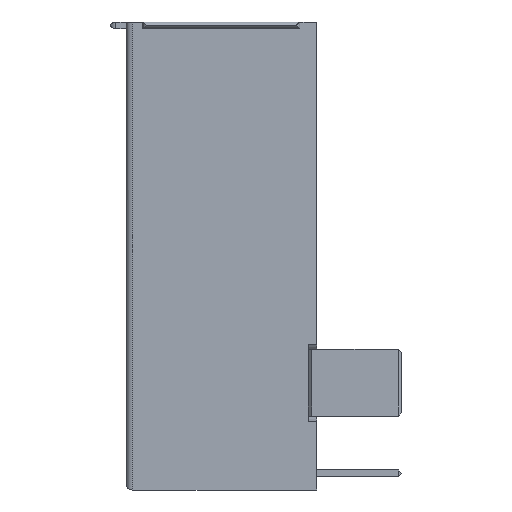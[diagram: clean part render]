
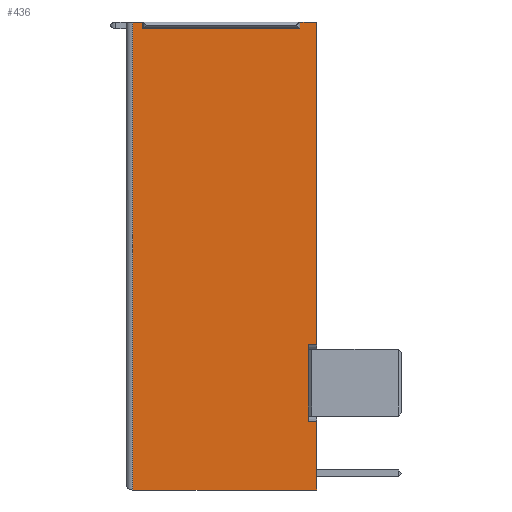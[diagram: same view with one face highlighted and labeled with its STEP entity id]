
A CAD part, left-side view. The second image highlights one B-rep face of the part: STEP entity #436.
In plain terms, the highlighted planar face has unit normal (-1, 0, 0).
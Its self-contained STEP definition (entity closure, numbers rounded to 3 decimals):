
#14 = LINE ( 'NONE', #3805, #4177 ) ;
#16 = ORIENTED_EDGE ( 'NONE', *, *, #3051, .T. ) ;
#45 = EDGE_CURVE ( 'NONE', #1591, #1303, #3476, .T. ) ;
#61 = VECTOR ( 'NONE', #2547, 1000. ) ;
#67 = VECTOR ( 'NONE', #351, 1000. ) ;
#165 = DIRECTION ( 'NONE',  ( 0., 0., -1. ) ) ;
#178 = EDGE_CURVE ( 'NONE', #1423, #3890, #3005, .T. ) ;
#181 = ORIENTED_EDGE ( 'NONE', *, *, #3181, .T. ) ;
#227 = ORIENTED_EDGE ( 'NONE', *, *, #1306, .F. ) ;
#229 = CARTESIAN_POINT ( 'NONE',  ( -6.575, 2.65, 0. ) ) ;
#251 = DIRECTION ( 'NONE',  ( 0., 1., 0. ) ) ;
#324 = LINE ( 'NONE', #1716, #1658 ) ;
#351 = DIRECTION ( 'NONE',  ( 0., -1., 0. ) ) ;
#385 = ORIENTED_EDGE ( 'NONE', *, *, #927, .T. ) ;
#436 = ADVANCED_FACE ( 'NONE', ( #1522 ), #4276, .F. ) ;
#442 = CARTESIAN_POINT ( 'NONE',  ( -6.575, -2.85, 14. ) ) ;
#537 = VECTOR ( 'NONE', #3769, 1000. ) ;
#556 = VECTOR ( 'NONE', #3697, 1000. ) ;
#571 = VERTEX_POINT ( 'NONE', #4045 ) ;
#576 = CARTESIAN_POINT ( 'NONE',  ( -6.575, -5.4, 4.21 ) ) ;
#585 = CARTESIAN_POINT ( 'NONE',  ( -6.575, -2.85, 14. ) ) ;
#596 = CARTESIAN_POINT ( 'NONE',  ( -6.575, -2.605, 4.21 ) ) ;
#666 = VECTOR ( 'NONE', #1905, 1000. ) ;
#702 = VERTEX_POINT ( 'NONE', #3524 ) ;
#723 = DIRECTION ( 'NONE',  ( 0., 1., 0. ) ) ;
#746 = CARTESIAN_POINT ( 'NONE',  ( -6.575, 2.65, 14. ) ) ;
#781 = VERTEX_POINT ( 'NONE', #596 ) ;
#843 = EDGE_CURVE ( 'NONE', #3552, #781, #928, .T. ) ;
#883 = LINE ( 'NONE', #1363, #67 ) ;
#908 = VECTOR ( 'NONE', #2234, 1000. ) ;
#923 = AXIS2_PLACEMENT_3D ( 'NONE', #585, #1586, #957 ) ;
#927 = EDGE_CURVE ( 'NONE', #1423, #3489, #2420, .T. ) ;
#928 = LINE ( 'NONE', #1605, #908 ) ;
#943 = CARTESIAN_POINT ( 'NONE',  ( -6.575, 2.35, 13.8 ) ) ;
#957 = DIRECTION ( 'NONE',  ( 0., 0., -1. ) ) ;
#1031 = DIRECTION ( 'NONE',  ( 0., -1., 0. ) ) ;
#1056 = CARTESIAN_POINT ( 'NONE',  ( -6.575, -2.85, 2.21 ) ) ;
#1123 = VERTEX_POINT ( 'NONE', #2440 ) ;
#1133 = VERTEX_POINT ( 'NONE', #3171 ) ;
#1153 = LINE ( 'NONE', #1180, #2854 ) ;
#1155 = EDGE_CURVE ( 'NONE', #571, #3021, #3540, .T. ) ;
#1180 = CARTESIAN_POINT ( 'NONE',  ( -6.575, -2.6, 3.21 ) ) ;
#1203 = VECTOR ( 'NONE', #1359, 1000. ) ;
#1270 = EDGE_CURVE ( 'NONE', #4030, #3029, #883, .T. ) ;
#1276 = EDGE_CURVE ( 'NONE', #702, #2750, #4033, .T. ) ;
#1303 = VERTEX_POINT ( 'NONE', #3686 ) ;
#1306 = EDGE_CURVE ( 'NONE', #3029, #702, #3815, .T. ) ;
#1341 = VECTOR ( 'NONE', #165, 1000. ) ;
#1358 = DIRECTION ( 'NONE',  ( 0., 0., -1. ) ) ;
#1359 = DIRECTION ( 'NONE',  ( 0., -1., 0. ) ) ;
#1363 = CARTESIAN_POINT ( 'NONE',  ( -6.575, 2.35, 13.8 ) ) ;
#1411 = LINE ( 'NONE', #1056, #2562 ) ;
#1423 = VERTEX_POINT ( 'NONE', #2432 ) ;
#1512 = CARTESIAN_POINT ( 'NONE',  ( -6.575, -2.35, 13.8 ) ) ;
#1522 = FACE_OUTER_BOUND ( 'NONE', #1759, .T. ) ;
#1578 = CARTESIAN_POINT ( 'NONE',  ( -6.575, -2.85, 14. ) ) ;
#1586 = DIRECTION ( 'NONE',  ( 1., 0., 0. ) ) ;
#1591 = VERTEX_POINT ( 'NONE', #2863 ) ;
#1605 = CARTESIAN_POINT ( 'NONE',  ( -6.575, -2.605, 14. ) ) ;
#1620 = VECTOR ( 'NONE', #1882, 1000. ) ;
#1658 = VECTOR ( 'NONE', #1358, 1000. ) ;
#1716 = CARTESIAN_POINT ( 'NONE',  ( -6.575, -2.85, 14. ) ) ;
#1759 = EDGE_LOOP ( 'NONE', ( #3456, #385, #4031, #2126, #3272, #3967, #2487, #2430, #16, #2411, #181, #4240, #3335, #227, #4127, #3289 ) ) ;
#1790 = VECTOR ( 'NONE', #1915, 1000. ) ;
#1859 = LINE ( 'NONE', #576, #3830 ) ;
#1865 = DIRECTION ( 'NONE',  ( 0., 0., 1. ) ) ;
#1866 = LINE ( 'NONE', #3507, #61 ) ;
#1882 = DIRECTION ( 'NONE',  ( 0., 0., -1. ) ) ;
#1905 = DIRECTION ( 'NONE',  ( 0., -1., 0. ) ) ;
#1915 = DIRECTION ( 'NONE',  ( 0., -1., 0. ) ) ;
#1920 = CARTESIAN_POINT ( 'NONE',  ( -6.575, -2.85, 4.36 ) ) ;
#1935 = LINE ( 'NONE', #3619, #1790 ) ;
#1979 = CARTESIAN_POINT ( 'NONE',  ( -6.575, -2.85, 14. ) ) ;
#2126 = ORIENTED_EDGE ( 'NONE', *, *, #1155, .F. ) ;
#2234 = DIRECTION ( 'NONE',  ( 0., 0., 1. ) ) ;
#2405 = EDGE_CURVE ( 'NONE', #3489, #3021, #1935, .T. ) ;
#2411 = ORIENTED_EDGE ( 'NONE', *, *, #45, .F. ) ;
#2420 = LINE ( 'NONE', #746, #556 ) ;
#2430 = ORIENTED_EDGE ( 'NONE', *, *, #843, .T. ) ;
#2432 = CARTESIAN_POINT ( 'NONE',  ( -6.575, 2.65, 14. ) ) ;
#2440 = CARTESIAN_POINT ( 'NONE',  ( -6.575, -2.6, 2.21 ) ) ;
#2487 = ORIENTED_EDGE ( 'NONE', *, *, #4191, .F. ) ;
#2523 = DIRECTION ( 'NONE',  ( 0., 1., 0. ) ) ;
#2547 = DIRECTION ( 'NONE',  ( 0., 0., -1. ) ) ;
#2558 = CARTESIAN_POINT ( 'NONE',  ( -6.575, -2.605, 2.21 ) ) ;
#2562 = VECTOR ( 'NONE', #723, 1000. ) ;
#2570 = EDGE_CURVE ( 'NONE', #2750, #3493, #324, .T. ) ;
#2583 = LINE ( 'NONE', #2915, #666 ) ;
#2584 = EDGE_CURVE ( 'NONE', #571, #1133, #14, .T. ) ;
#2646 = EDGE_CURVE ( 'NONE', #1133, #1123, #1153, .T. ) ;
#2750 = VERTEX_POINT ( 'NONE', #3302 ) ;
#2854 = VECTOR ( 'NONE', #1865, 1000. ) ;
#2863 = CARTESIAN_POINT ( 'NONE',  ( -6.575, -2.6, 4.36 ) ) ;
#2915 = CARTESIAN_POINT ( 'NONE',  ( -6.575, -2.6, 4.36 ) ) ;
#3005 = LINE ( 'NONE', #1979, #1203 ) ;
#3021 = VERTEX_POINT ( 'NONE', #4155 ) ;
#3029 = VERTEX_POINT ( 'NONE', #1512 ) ;
#3051 = EDGE_CURVE ( 'NONE', #781, #1303, #1859, .T. ) ;
#3171 = CARTESIAN_POINT ( 'NONE',  ( -6.575, -2.6, 2.06 ) ) ;
#3175 = CARTESIAN_POINT ( 'NONE',  ( -6.575, -2.6, 14. ) ) ;
#3181 = EDGE_CURVE ( 'NONE', #1591, #3493, #2583, .T. ) ;
#3272 = ORIENTED_EDGE ( 'NONE', *, *, #2584, .T. ) ;
#3289 = ORIENTED_EDGE ( 'NONE', *, *, #3738, .F. ) ;
#3302 = CARTESIAN_POINT ( 'NONE',  ( -6.575, -2.85, 14. ) ) ;
#3335 = ORIENTED_EDGE ( 'NONE', *, *, #1276, .F. ) ;
#3456 = ORIENTED_EDGE ( 'NONE', *, *, #178, .F. ) ;
#3476 = LINE ( 'NONE', #3175, #1341 ) ;
#3489 = VERTEX_POINT ( 'NONE', #229 ) ;
#3493 = VERTEX_POINT ( 'NONE', #1920 ) ;
#3507 = CARTESIAN_POINT ( 'NONE',  ( -6.575, 2.35, 14. ) ) ;
#3524 = CARTESIAN_POINT ( 'NONE',  ( -6.575, -2.35, 14. ) ) ;
#3540 = LINE ( 'NONE', #442, #1620 ) ;
#3552 = VERTEX_POINT ( 'NONE', #2558 ) ;
#3574 = CARTESIAN_POINT ( 'NONE',  ( -6.575, 2.35, 14. ) ) ;
#3619 = CARTESIAN_POINT ( 'NONE',  ( -6.575, -2.85, 0. ) ) ;
#3686 = CARTESIAN_POINT ( 'NONE',  ( -6.575, -2.6, 4.21 ) ) ;
#3697 = DIRECTION ( 'NONE',  ( 0., 0., -1. ) ) ;
#3738 = EDGE_CURVE ( 'NONE', #3890, #4030, #1866, .T. ) ;
#3769 = DIRECTION ( 'NONE',  ( 0., 0., 1. ) ) ;
#3805 = CARTESIAN_POINT ( 'NONE',  ( -6.575, -2.6, 2.06 ) ) ;
#3815 = LINE ( 'NONE', #4054, #537 ) ;
#3830 = VECTOR ( 'NONE', #251, 1000. ) ;
#3890 = VERTEX_POINT ( 'NONE', #3574 ) ;
#3967 = ORIENTED_EDGE ( 'NONE', *, *, #2646, .T. ) ;
#3981 = VECTOR ( 'NONE', #1031, 1000. ) ;
#4030 = VERTEX_POINT ( 'NONE', #943 ) ;
#4031 = ORIENTED_EDGE ( 'NONE', *, *, #2405, .T. ) ;
#4033 = LINE ( 'NONE', #1578, #3981 ) ;
#4045 = CARTESIAN_POINT ( 'NONE',  ( -6.575, -2.85, 2.06 ) ) ;
#4054 = CARTESIAN_POINT ( 'NONE',  ( -6.575, -2.35, 14. ) ) ;
#4127 = ORIENTED_EDGE ( 'NONE', *, *, #1270, .F. ) ;
#4155 = CARTESIAN_POINT ( 'NONE',  ( -6.575, -2.85, 0. ) ) ;
#4177 = VECTOR ( 'NONE', #2523, 1000. ) ;
#4191 = EDGE_CURVE ( 'NONE', #3552, #1123, #1411, .T. ) ;
#4240 = ORIENTED_EDGE ( 'NONE', *, *, #2570, .F. ) ;
#4276 = PLANE ( 'NONE',  #923 ) ;
